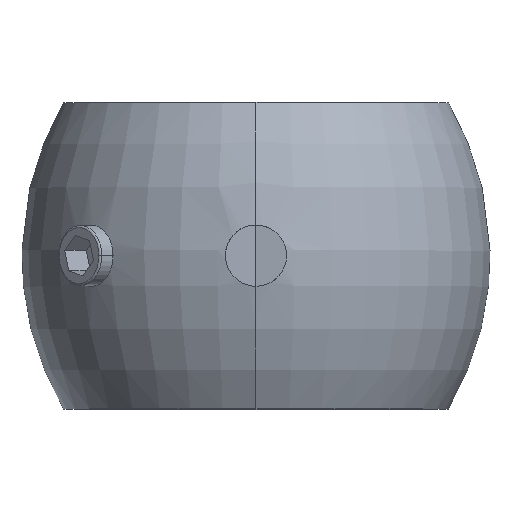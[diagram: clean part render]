
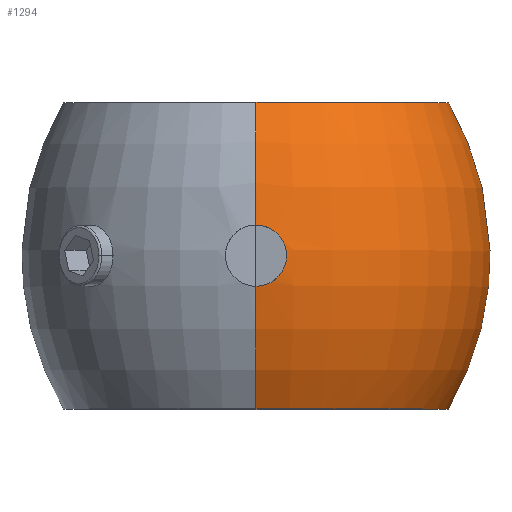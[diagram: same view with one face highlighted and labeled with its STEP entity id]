
A CAD part, top view. The second image highlights one B-rep face of the part: STEP entity #1294.
In plain terms, the highlighted toroidal (fillet/blend) face has major radius 6.183 mm and minor radius 29.183 mm.
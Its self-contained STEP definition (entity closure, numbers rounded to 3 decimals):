
#2 = DIRECTION ( 'NONE',  ( 0., 0., -1. ) ) ;
#34 = ORIENTED_EDGE ( 'NONE', *, *, #1852, .T. ) ;
#99 = ORIENTED_EDGE ( 'NONE', *, *, #549, .F. ) ;
#109 = VERTEX_POINT ( 'NONE', #1937 ) ;
#112 = CARTESIAN_POINT ( 'NONE',  ( 2.259, 16.984, 22.822 ) ) ;
#150 = AXIS2_PLACEMENT_3D ( 'NONE', #474, #1121, #959 ) ;
#157 = DIRECTION ( 'NONE',  ( 0., -1., 0. ) ) ;
#179 = CARTESIAN_POINT ( 'NONE',  ( 0.967, 12.153, 22.841 ) ) ;
#218 = TOROIDAL_SURFACE ( 'NONE', #534, -6.183, 29.183 ) ;
#260 = ORIENTED_EDGE ( 'NONE', *, *, #1784, .T. ) ;
#285 = CARTESIAN_POINT ( 'NONE',  ( 0.778, 17.904, 22.843 ) ) ;
#294 = CARTESIAN_POINT ( 'NONE',  ( 1.982, 17.26, 22.827 ) ) ;
#311 = VERTEX_POINT ( 'NONE', #1454 ) ;
#315 = CARTESIAN_POINT ( 'NONE',  ( 0., 30., 0. ) ) ;
#337 = CARTESIAN_POINT ( 'NONE',  ( 2.904, 14.223, 22.806 ) ) ;
#372 = AXIS2_PLACEMENT_3D ( 'NONE', #1585, #157, #929 ) ;
#391 = CARTESIAN_POINT ( 'NONE',  ( 2.386, 13.171, 22.819 ) ) ;
#421 = CARTESIAN_POINT ( 'NONE',  ( 0.39, 17.981, 22.845 ) ) ;
#436 = CIRCLE ( 'NONE', #1478, 29.183 ) ;
#474 = CARTESIAN_POINT ( 'NONE',  ( 0., 15., 6.183 ) ) ;
#483 = CARTESIAN_POINT ( 'NONE',  ( 0., 15., -6.183 ) ) ;
#497 = CARTESIAN_POINT ( 'NONE',  ( 2.847, 14.033, 22.808 ) ) ;
#504 = EDGE_CURVE ( 'NONE', #867, #1798, #1241, .T. ) ;
#531 = CIRCLE ( 'NONE', #150, 29.183 ) ;
#534 = AXIS2_PLACEMENT_3D ( 'NONE', #1861, #1084, #784 ) ;
#538 = EDGE_CURVE ( 'NONE', #682, #828, #531, .T. ) ;
#549 = EDGE_CURVE ( 'NONE', #828, #1798, #821, .T. ) ;
#583 = CARTESIAN_POINT ( 'NONE',  ( 2.386, 16.829, 22.819 ) ) ;
#604 = CARTESIAN_POINT ( 'NONE',  ( 0., 18., 22.845 ) ) ;
#682 = VERTEX_POINT ( 'NONE', #1893 ) ;
#753 = CARTESIAN_POINT ( 'NONE',  ( 0., 18., 22.845 ) ) ;
#760 = ORIENTED_EDGE ( 'NONE', *, *, #504, .T. ) ;
#784 = DIRECTION ( 'NONE',  ( 0., 0., -1. ) ) ;
#785 = CARTESIAN_POINT ( 'NONE',  ( 1.831, 12.615, 22.83 ) ) ;
#821 = CIRCLE ( 'NONE', #372, 18.85 ) ;
#828 = VERTEX_POINT ( 'NONE', #1630 ) ;
#864 = CARTESIAN_POINT ( 'NONE',  ( 2.981, 15.393, 22.804 ) ) ;
#867 = VERTEX_POINT ( 'NONE', #1174 ) ;
#929 = DIRECTION ( 'NONE',  ( 0., 0., -1. ) ) ;
#941 = CARTESIAN_POINT ( 'NONE',  ( 0.39, 12.019, 22.845 ) ) ;
#958 = DIRECTION ( 'NONE',  ( 0., -1., 0. ) ) ;
#959 = DIRECTION ( 'NONE',  ( 0., 0., 1. ) ) ;
#1009 = CARTESIAN_POINT ( 'NONE',  ( 3., 14.802, 22.804 ) ) ;
#1084 = DIRECTION ( 'NONE',  ( 0., -1., 0. ) ) ;
#1113 = CARTESIAN_POINT ( 'NONE',  ( 2.981, 14.607, 22.804 ) ) ;
#1121 = DIRECTION ( 'NONE',  ( -1., 0., 0. ) ) ;
#1132 = B_SPLINE_CURVE_WITH_KNOTS ( 'NONE', 3,
 ( #1734, #1314, #941, #1942, #179, #1157, #1787, #785, #1265, #1410, #391, #1744, #1254, #497, #337, #1113, #1009, #1632 ),
 .UNSPECIFIED., .F., .F.,
 ( 4, 2, 2, 2, 2, 2, 2, 2, 4 ),
 ( 0.002, 0.003, 0.004, 0.004, 0.005, 0.005, 0.006, 0.006, 0.007 ),
 .UNSPECIFIED. ) ;
#1157 = CARTESIAN_POINT ( 'NONE',  ( 1.328, 12.303, 22.837 ) ) ;
#1174 = CARTESIAN_POINT ( 'NONE',  ( 0., 12., 22.845 ) ) ;
#1175 = CARTESIAN_POINT ( 'NONE',  ( 3., 15., 22.804 ) ) ;
#1186 = CARTESIAN_POINT ( 'NONE',  ( 1.503, 17.604, 22.835 ) ) ;
#1199 = CARTESIAN_POINT ( 'NONE',  ( 0.196, 18., 22.845 ) ) ;
#1200 = DIRECTION ( 'NONE',  ( 0., 0., -1. ) ) ;
#1209 = AXIS2_PLACEMENT_3D ( 'NONE', #1675, #1808, #1200 ) ;
#1210 = CARTESIAN_POINT ( 'NONE',  ( 1.831, 17.385, 22.83 ) ) ;
#1212 = CIRCLE ( 'NONE', #1804, 18.85 ) ;
#1241 = CIRCLE ( 'NONE', #1209, 29.183 ) ;
#1254 = CARTESIAN_POINT ( 'NONE',  ( 2.696, 13.669, 22.812 ) ) ;
#1265 = CARTESIAN_POINT ( 'NONE',  ( 1.982, 12.74, 22.827 ) ) ;
#1294 = ADVANCED_FACE ( 'NONE', ( #1733 ), #218, .T. ) ;
#1314 = CARTESIAN_POINT ( 'NONE',  ( 0.196, 12., 22.845 ) ) ;
#1373 = CARTESIAN_POINT ( 'NONE',  ( 2.696, 16.331, 22.812 ) ) ;
#1406 = DIRECTION ( 'NONE',  ( 1., 0., 0. ) ) ;
#1410 = CARTESIAN_POINT ( 'NONE',  ( 2.259, 13.016, 22.822 ) ) ;
#1418 = DIRECTION ( 'NONE',  ( 0., 0., -1. ) ) ;
#1454 = CARTESIAN_POINT ( 'NONE',  ( 0., 30., 18.85 ) ) ;
#1478 = AXIS2_PLACEMENT_3D ( 'NONE', #483, #1406, #2 ) ;
#1486 = EDGE_CURVE ( 'NONE', #867, #109, #1132, .T. ) ;
#1551 = CARTESIAN_POINT ( 'NONE',  ( 0., 0., 18.85 ) ) ;
#1585 = CARTESIAN_POINT ( 'NONE',  ( 0., 0., 0. ) ) ;
#1603 = EDGE_CURVE ( 'NONE', #109, #1640, #1920, .T. ) ;
#1630 = CARTESIAN_POINT ( 'NONE',  ( 0., 0., -18.85 ) ) ;
#1632 = CARTESIAN_POINT ( 'NONE',  ( 3., 15., 22.804 ) ) ;
#1640 = VERTEX_POINT ( 'NONE', #604 ) ;
#1652 = CARTESIAN_POINT ( 'NONE',  ( 0.967, 17.847, 22.841 ) ) ;
#1670 = ORIENTED_EDGE ( 'NONE', *, *, #538, .F. ) ;
#1674 = CARTESIAN_POINT ( 'NONE',  ( 2.604, 16.503, 22.814 ) ) ;
#1675 = CARTESIAN_POINT ( 'NONE',  ( 0., 15., -6.183 ) ) ;
#1686 = CARTESIAN_POINT ( 'NONE',  ( 2.904, 15.777, 22.806 ) ) ;
#1733 = FACE_OUTER_BOUND ( 'NONE', #1989, .T. ) ;
#1734 = CARTESIAN_POINT ( 'NONE',  ( 0., 12., 22.845 ) ) ;
#1744 = CARTESIAN_POINT ( 'NONE',  ( 2.604, 13.497, 22.814 ) ) ;
#1784 = EDGE_CURVE ( 'NONE', #682, #311, #1212, .T. ) ;
#1787 = CARTESIAN_POINT ( 'NONE',  ( 1.503, 12.396, 22.835 ) ) ;
#1790 = ORIENTED_EDGE ( 'NONE', *, *, #1486, .F. ) ;
#1798 = VERTEX_POINT ( 'NONE', #1551 ) ;
#1804 = AXIS2_PLACEMENT_3D ( 'NONE', #315, #958, #1418 ) ;
#1807 = CARTESIAN_POINT ( 'NONE',  ( 1.328, 17.697, 22.837 ) ) ;
#1808 = DIRECTION ( 'NONE',  ( 1., 0., 0. ) ) ;
#1817 = CARTESIAN_POINT ( 'NONE',  ( 3., 15.198, 22.804 ) ) ;
#1852 = EDGE_CURVE ( 'NONE', #311, #1640, #436, .T. ) ;
#1861 = CARTESIAN_POINT ( 'NONE',  ( 0., 15., 0. ) ) ;
#1893 = CARTESIAN_POINT ( 'NONE',  ( 0., 30., -18.85 ) ) ;
#1920 = B_SPLINE_CURVE_WITH_KNOTS ( 'NONE', 3,
 ( #1175, #1817, #864, #1686, #1979, #1373, #1674, #583, #112, #294, #1210, #1186, #1807, #1652, #285, #421, #1199, #753 ),
 .UNSPECIFIED., .F., .F.,
 ( 4, 2, 2, 2, 2, 2, 2, 2, 4 ),
 ( 0.007, 0.008, 0.008, 0.009, 0.009, 0.01, 0.011, 0.011, 0.012 ),
 .UNSPECIFIED. ) ;
#1937 = CARTESIAN_POINT ( 'NONE',  ( 3., 15., 22.804 ) ) ;
#1942 = CARTESIAN_POINT ( 'NONE',  ( 0.778, 12.096, 22.843 ) ) ;
#1979 = CARTESIAN_POINT ( 'NONE',  ( 2.847, 15.967, 22.808 ) ) ;
#1989 = EDGE_LOOP ( 'NONE', ( #260, #34, #2023, #1790, #760, #99, #1670 ) ) ;
#2023 = ORIENTED_EDGE ( 'NONE', *, *, #1603, .F. ) ;
